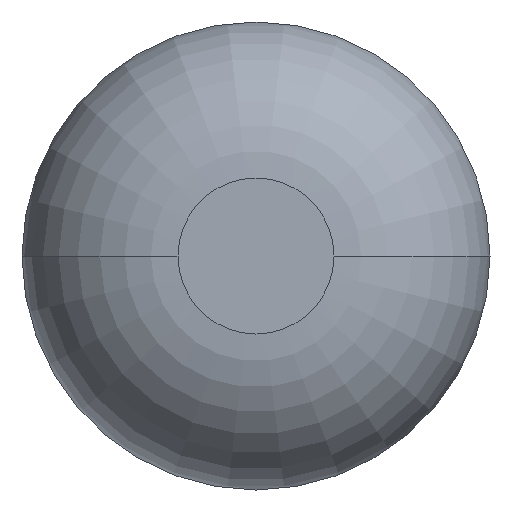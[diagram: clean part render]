
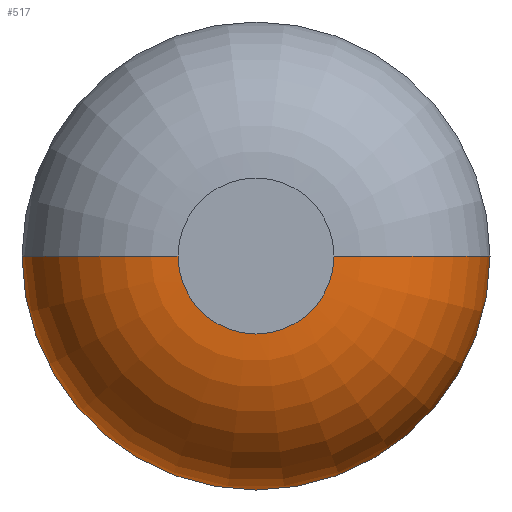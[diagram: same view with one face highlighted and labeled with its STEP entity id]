
A CAD part, front view. The second image highlights one B-rep face of the part: STEP entity #517.
In plain terms, the highlighted toroidal (fillet/blend) face has major radius 0.125 mm and minor radius 0.25 mm.
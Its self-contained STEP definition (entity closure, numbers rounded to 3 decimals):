
#155 = CARTESIAN_POINT ( 'NONE',  ( -0.125, -19.45, 0. ) ) ;
#267 = CIRCLE ( 'NONE', #3160, 0.25 ) ;
#311 = EDGE_LOOP ( 'NONE', ( #3238, #667, #2538, #1177 ) ) ;
#502 = CARTESIAN_POINT ( 'NONE',  ( -0.375, -19.45, 0. ) ) ;
#517 = ADVANCED_FACE ( 'Defeature ausgef�hrt1_2', ( #3261 ), #2810, .T. ) ;
#667 = ORIENTED_EDGE ( 'NONE', *, *, #887, .T. ) ;
#751 = DIRECTION ( 'NONE',  ( 0., 1., 0. ) ) ;
#795 = AXIS2_PLACEMENT_3D ( 'NONE', #1384, #3417, #3710 ) ;
#887 = EDGE_CURVE ( 'NONE', #903, #3208, #2993, .T. ) ;
#903 = VERTEX_POINT ( 'NONE', #3048 ) ;
#929 = CARTESIAN_POINT ( 'NONE',  ( 0.125, -19.45, 0. ) ) ;
#945 = EDGE_CURVE ( 'Defeature ausgef�hrt1_0+Defeature ausgef�hrt1_2+Defeature ausgef�hrt1_2+Defeature ausgef�hrt1_2', #3259, #3208, #1710, .T. ) ;
#1132 = DIRECTION ( 'NONE',  ( 1., 0., 0. ) ) ;
#1177 = ORIENTED_EDGE ( 'NONE', *, *, #2298, .F. ) ;
#1277 = VERTEX_POINT ( 'NONE', #3235 ) ;
#1384 = CARTESIAN_POINT ( 'NONE',  ( 0., -19.45, 0. ) ) ;
#1481 = DIRECTION ( 'NONE',  ( 1., 0., 0. ) ) ;
#1710 = CIRCLE ( 'NONE', #2638, 0.375 ) ;
#1905 = DIRECTION ( 'NONE',  ( 0., 0., -1. ) ) ;
#2190 = EDGE_CURVE ( 'Defeature ausgef�hrt1_1+Defeature ausgef�hrt1_2+Defeature ausgef�hrt1_2+Defeature ausgef�hrt1_2', #903, #1277, #2254, .T. ) ;
#2228 = CARTESIAN_POINT ( 'NONE',  ( 0., -19.45, 0. ) ) ;
#2254 = CIRCLE ( 'NONE', #2780, 0.125 ) ;
#2298 = EDGE_CURVE ( 'NONE', #1277, #3259, #267, .T. ) ;
#2299 = CARTESIAN_POINT ( 'NONE',  ( 0., -19.7, 0. ) ) ;
#2381 = DIRECTION ( 'NONE',  ( 0., 0., 1. ) ) ;
#2416 = AXIS2_PLACEMENT_3D ( 'NONE', #155, #1905, #3352 ) ;
#2516 = DIRECTION ( 'NONE',  ( 1., 0., 0. ) ) ;
#2538 = ORIENTED_EDGE ( 'NONE', *, *, #945, .F. ) ;
#2638 = AXIS2_PLACEMENT_3D ( 'NONE', #2228, #751, #2516 ) ;
#2776 = CARTESIAN_POINT ( 'NONE',  ( 0.375, -19.45, 0. ) ) ;
#2780 = AXIS2_PLACEMENT_3D ( 'NONE', #2299, #2878, #1132 ) ;
#2810 = TOROIDAL_SURFACE ( 'NONE', #795, 0.125, 0.25 ) ;
#2878 = DIRECTION ( 'NONE',  ( 0., -1., 0. ) ) ;
#2993 = CIRCLE ( 'NONE', #2416, 0.25 ) ;
#3048 = CARTESIAN_POINT ( 'NONE',  ( -0.125, -19.7, 0. ) ) ;
#3160 = AXIS2_PLACEMENT_3D ( 'NONE', #929, #2381, #1481 ) ;
#3208 = VERTEX_POINT ( 'NONE', #502 ) ;
#3235 = CARTESIAN_POINT ( 'NONE',  ( 0.125, -19.7, 0. ) ) ;
#3238 = ORIENTED_EDGE ( 'NONE', *, *, #2190, .F. ) ;
#3259 = VERTEX_POINT ( 'NONE', #2776 ) ;
#3261 = FACE_OUTER_BOUND ( 'NONE', #311, .T. ) ;
#3352 = DIRECTION ( 'NONE',  ( -1., 0., 0. ) ) ;
#3417 = DIRECTION ( 'NONE',  ( 0., 1., 0. ) ) ;
#3710 = DIRECTION ( 'NONE',  ( 1., 0., 0. ) ) ;
